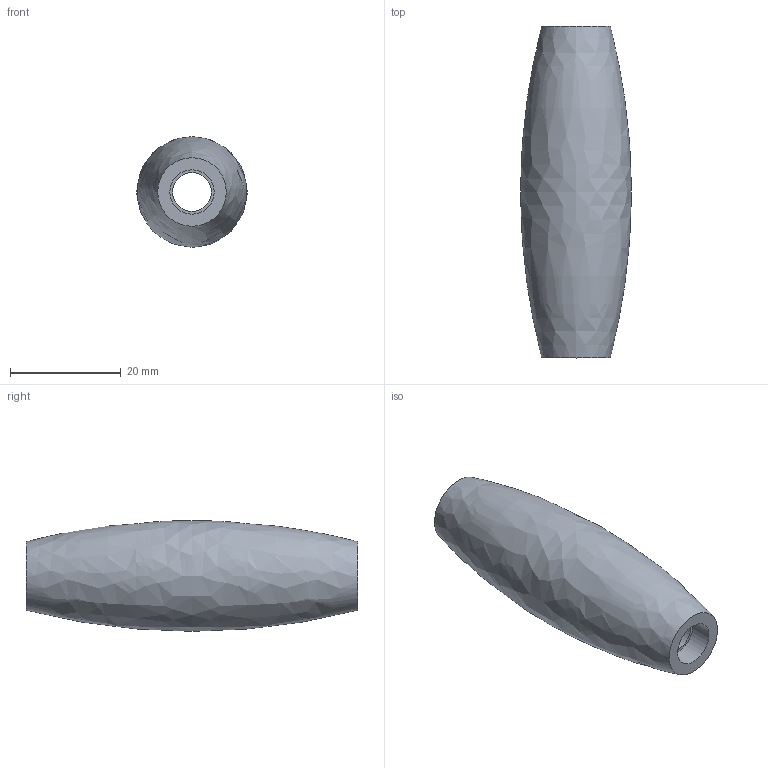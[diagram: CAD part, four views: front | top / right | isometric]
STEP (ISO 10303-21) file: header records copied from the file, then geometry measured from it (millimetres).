
FILE_DESCRIPTION(/* description */ (''),/* implementation_level */ '2;1');
FILE_NAME(/* name */ 'Roller.step',/* time_stamp */ '2023-08-18T11:12:13+02:00',/* author */ (''),/* organization */ (''),/* preprocessor_version */ 'ST-DEVELOPER v20',/* originating_system */ 'Autodesk Translation Framework v12.9.0.99',/* authorisation */ '');
FILE_SCHEMA (('AUTOMOTIVE_DESIGN { 1 0 10303 214 3 1 1 }'));
Length unit declared in the file: millimetre
Products named in the file (1): Roller_PU
Bounding box: 20 x 60 x 20 mm (x, y, z)
Volume: 12224.2 mm3; surface area: 4833.5 mm2
Topology: 1 solids, 1 shells, 8 faces, 12 edges, 8 vertices
Faces by surface type: plane 4, cylinder 3, bspline 1
Full cylindrical faces by diameter (mm): 7 x1, 8 x2
Entity records: 251 total; most frequent: CARTESIAN_POINT 55, DIRECTION 37, ORIENTED_EDGE 24, AXIS2_PLACEMENT_3D 17, EDGE_LOOP 12, EDGE_CURVE 12, CIRCLE 9, FACE_OUTER_BOUND 8
